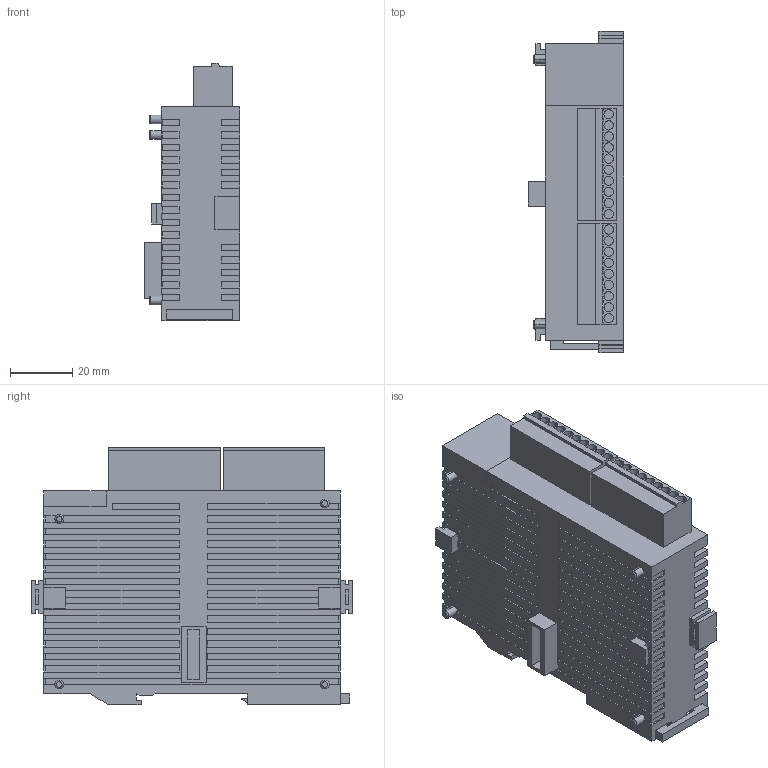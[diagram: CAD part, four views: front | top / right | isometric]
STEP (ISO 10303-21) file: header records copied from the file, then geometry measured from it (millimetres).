
FILE_DESCRIPTION (( 'STEP AP203' ), '1' );
FILE_NAME ('Ïðîãðàììèðóåìûé êîíòðîëëåð (Haiwell A16DI).STEP', '2021-09-29T12:04:13', ( '' ), ( '' ), 'SwSTEP 2.0', 'SolidWorks 2021', '' );
FILE_SCHEMA (( 'CONFIG_CONTROL_DESIGN' ));
Length unit declared in the file: millimetre
Products named in the file (1): Ïðîãðàììèðóåìûé êîíòðîëëåð (Haiwell A16DI)
Bounding box: 30.7 x 103 x 82.5 mm (x, y, z)
Volume: 165324.9 mm3; surface area: 34995.3 mm2
Topology: 7 solids, 7 shells, 698 faces, 1909 edges, 1256 vertices
Faces by surface type: plane 632, cylinder 58, torus 8
Entity records: 21772 total; most frequent: CARTESIAN_POINT 3864, ORIENTED_EDGE 3818, DIRECTION 3449, EDGE_CURVE 1909, VECTOR 1767, LINE 1767, VERTEX_POINT 1256, AXIS2_PLACEMENT_3D 841
